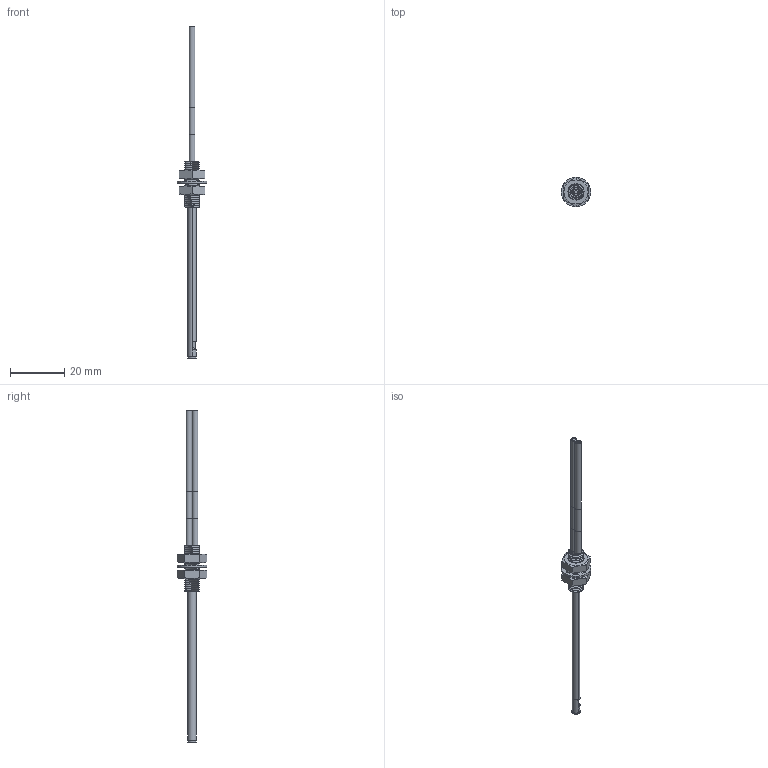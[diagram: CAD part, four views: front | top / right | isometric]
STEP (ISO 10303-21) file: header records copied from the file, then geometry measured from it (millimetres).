
FILE_DESCRIPTION((''),'2;1');
FILE_NAME('192771_ASM','2016-02-09T',('pdmadmin'),(''),'PRO/ENGINEER BY PARAMETRIC TECHNOLOGY CORPORATION, 2013230','PRO/ENGINEER BY PARAMETRIC TECHNOLOGY CORPORATION, 2013230','');
FILE_SCHEMA(('CONFIG_CONTROL_DESIGN'));
Length unit declared in the file: inch
Products named in the file (11): 39298; 10147; FIBER_CORE_1MM; 10147_BARE_CORE67; 10147_ASM; 34646; 34948; 30920; 30921; 48005_ASM; 192771_ASM
Assembly tree (13 placements, depth 4):
  192771_ASM
    48005_ASM
      39298
      10147_ASM
        10147
        FIBER_CORE_1MM  x2
        10147_BARE_CORE67  x2
      34646
      34948
      30920
      30921  x2
Bounding box: 11 x 11 x 122.9 mm (x, y, z)
Volume: 1166.2 mm3; surface area: 3957.7 mm2
Topology: 11 solids, 13 shells, 244 faces, 604 edges, 381 vertices
Faces by surface type: cylinder 118, plane 82, cone 18, bspline 18, torus 8
Entity records: 12665 total; most frequent: CARTESIAN_POINT 7436, ORIENTED_EDGE 1072, DIRECTION 1007, EDGE_CURVE 538, AXIS2_PLACEMENT_3D 380, VERTEX_POINT 341, VECTOR 247, LINE 247
